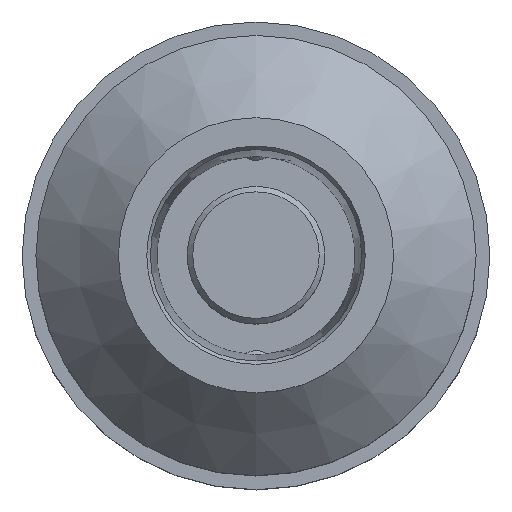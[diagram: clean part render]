
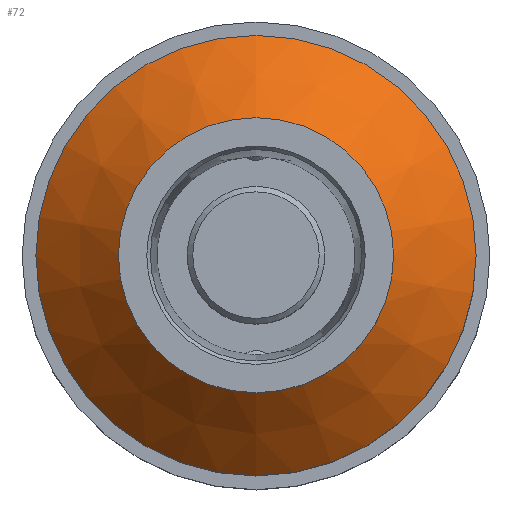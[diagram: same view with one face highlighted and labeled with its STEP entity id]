
A CAD part, top view. The second image highlights one B-rep face of the part: STEP entity #72.
In plain terms, the highlighted conical face has half-angle 45 degrees and reference radius 25 mm.
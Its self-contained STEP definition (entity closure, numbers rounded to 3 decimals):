
#61=CONICAL_SURFACE('',#470,25.,45.);
#72=ADVANCED_FACE('',(#124,#125),#61,.T.);
#124=FACE_BOUND('',#194,.T.);
#125=FACE_BOUND('',#195,.T.);
#194=EDGE_LOOP('',(#268));
#195=EDGE_LOOP('',(#269));
#268=ORIENTED_EDGE('',*,*,#388,.T.);
#269=ORIENTED_EDGE('',*,*,#389,.F.);
#349=VERTEX_POINT('',#706);
#350=VERTEX_POINT('',#709);
#388=EDGE_CURVE('',#349,#349,#429,.T.);
#389=EDGE_CURVE('',#350,#350,#430,.T.);
#429=CIRCLE('',#467,40.);
#430=CIRCLE('',#469,25.);
#467=AXIS2_PLACEMENT_3D('',#705,#548,#549);
#469=AXIS2_PLACEMENT_3D('',#708,#552,#553);
#470=AXIS2_PLACEMENT_3D('',#710,#554,#555);
#548=DIRECTION('',(0.,0.,1.));
#549=DIRECTION('',(0.,1.,0.));
#552=DIRECTION('',(0.,0.,1.));
#553=DIRECTION('',(0.,1.,0.));
#554=DIRECTION('',(0.,0.,-1.));
#555=DIRECTION('',(0.,-1.,0.));
#705=CARTESIAN_POINT('',(0.,0.,77.));
#706=CARTESIAN_POINT('',(0.,40.,77.));
#708=CARTESIAN_POINT('',(0.,0.,92.));
#709=CARTESIAN_POINT('',(0.,25.,92.));
#710=CARTESIAN_POINT('',(0.,0.,92.));
